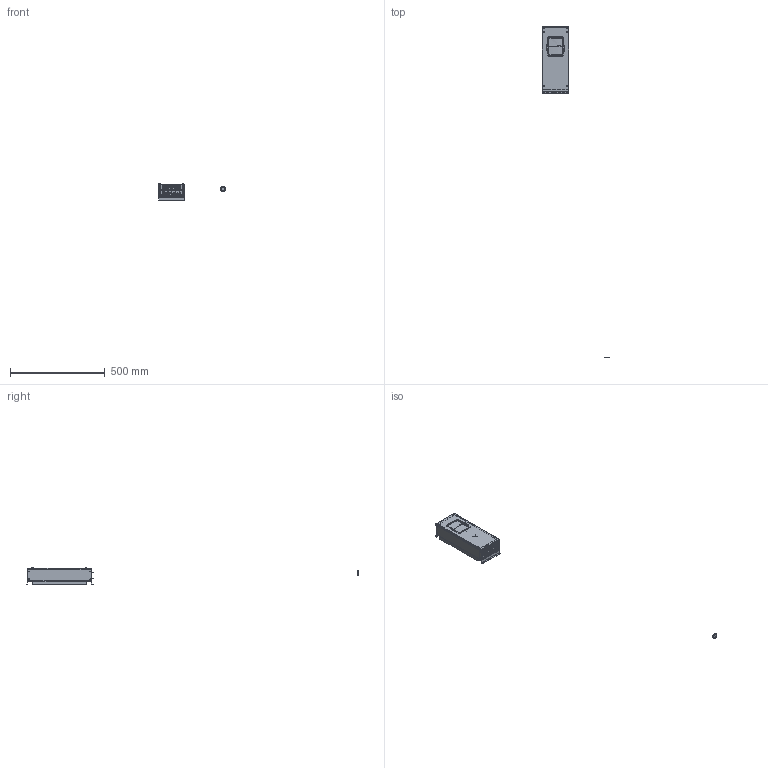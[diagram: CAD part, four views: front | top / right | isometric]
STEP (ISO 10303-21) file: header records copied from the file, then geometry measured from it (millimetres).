
FILE_DESCRIPTION(/* description */ (''),/* implementation_level */ '2;1');
FILE_NAME(/* name */ 'control_box_ip54_psnx_4n_ip54_Ideas_assy.stp',/* time_stamp */ '2020-05-06T09:14:54+06:00',/* author */ (''),/* organization */ (''),/* preprocessor_version */ 'ST-DEVELOPER v16',/* originating_system */ 'SIEMENS PLM Software NX 10.0',/* authorisation */ '');
FILE_SCHEMA (('AUTOMOTIVE_DESIGN { 1 0 10303 214 3 1 1 1 }'));
Products named in the file (29): pan_kortti_u_1_Ideas_prt; pan_b_kuori_u_1_Ideas_prt; pan_pintakalvo_u_1_Ideas_prt; pan_valolevy_u_1_Ideas_prt; pan_n_yt_n_lasi_u_1_Ideas_prt; pan_a_kuori_u_1_Ideas_prt; pan_lasi_u_1_Ideas_prt; cont_kiin_keski_u_1_Ideas_prt; control_suoja_u_1_Ideas_prt; control_b_kuori_u_1_Ideas_prt; control_a_kuori_u_1_Ideas_prt; 70cmc03831_ip54_cont_hous_lower_end_Ideas_prt; 70cmc03832_ip54_cont_hous_upper_end_Ideas_prt; 70cmc03830_ip54_control_housing_frame_Ideas_prt; screw_m4x10_din7500ce_Ideas_prt; fr00141_control_cover_Ideas_prt; gd16_lapivientikumi_wurth_Ideas_prt; control_grommet_ins_1_Ideas_prt; control_grommet_ins_2_Ideas_prt; fr00142_conduit_plate_bottom_Ideas_prt; fr00146_frame_opt_fibre_board_Ideas_prt; fr00157_grommet_d_cable_Ideas_prt; paneeli_u_1_Ideas_assy; control_box_u_1_Ideas_assy; control___panel_u_1_Ideas_assy_NX-ARRAGMNTCONFIG1; fr00140_ip54_control_housing_assembly_Ideas_assy; control_encl_intallation_Ideas_assy; control_d_cable_installation_Ideas_assy; control_box_ip54_psnx_4n_ip54_Ideas_assy
Assembly tree (32 placements, depth 4):
  control_box_ip54_psnx_4n_ip54_Ideas_assy
    control_d_cable_installation_Ideas_assy
      fr00157_grommet_d_cable_Ideas_prt
      fr00146_frame_opt_fibre_board_Ideas_prt
    control_encl_intallation_Ideas_assy
      fr00142_conduit_plate_bottom_Ideas_prt  x2
      control_grommet_ins_2_Ideas_prt
      control_grommet_ins_1_Ideas_prt
      fr00140_ip54_control_housing_assembly_Ideas_assy
        70cmc03830_ip54_control_housing_frame_Ideas_prt
        70cmc03832_ip54_cont_hous_upper_end_Ideas_prt
        70cmc03831_ip54_cont_hous_lower_end_Ideas_prt
      gd16_lapivientikumi_wurth_Ideas_prt
      fr00141_control_cover_Ideas_prt
      screw_m4x10_din7500ce_Ideas_prt  x4
    control___panel_u_1_Ideas_assy_NX-ARRAGMNTCONFIG1
      control_box_u_1_Ideas_assy
        control_a_kuori_u_1_Ideas_prt
        control_b_kuori_u_1_Ideas_prt
        control_suoja_u_1_Ideas_prt
        cont_kiin_keski_u_1_Ideas_prt
      paneeli_u_1_Ideas_assy
        pan_lasi_u_1_Ideas_prt
        pan_a_kuori_u_1_Ideas_prt
        pan_n_yt_n_lasi_u_1_Ideas_prt
        pan_valolevy_u_1_Ideas_prt
        pan_pintakalvo_u_1_Ideas_prt
        pan_b_kuori_u_1_Ideas_prt
        pan_kortti_u_1_Ideas_prt
Bounding box: 355 x 1750 x 88.6 mm (x, y, z)
Volume: 753401.2 mm3; surface area: 778530.4 mm2
Topology: 40 solids, 44 shells, 3696 faces, 9650 edges, 6059 vertices
Faces by surface type: plane 1989, cylinder 1078, bspline 312, sphere 103, cone 101, torus 81, revolution 32
Full cylindrical faces by diameter (mm): 0.7 x6, 1 x9, 2.2 x4, 2.4 x1, 2.5 x2, 2.969 x1, 3 x14, 3.1 x8, 3.2 x2, 3.3 x22, 3.5 x3, 3.6 x4, 3.7 x5, 4 x4, 4.22 x4, 4.5 x17, 4.6 x4, 5 x4, 5.4 x15, 5.41 x2, 6 x1, 7.2 x20, 7.7 x1, 7.9 x12, 7.95 x5, 8 x4, 9 x1, 20.3 x1, 21.5 x2, 23.5 x1
Entity records: 128177 total; most frequent: CARTESIAN_POINT 28755, ORIENTED_EDGE 17192, DIRECTION 16574, EDGE_CURVE 8596, VERTEX_POINT 5608, AXIS2_PLACEMENT_3D 5583, LINE 5392, VECTOR 5392
